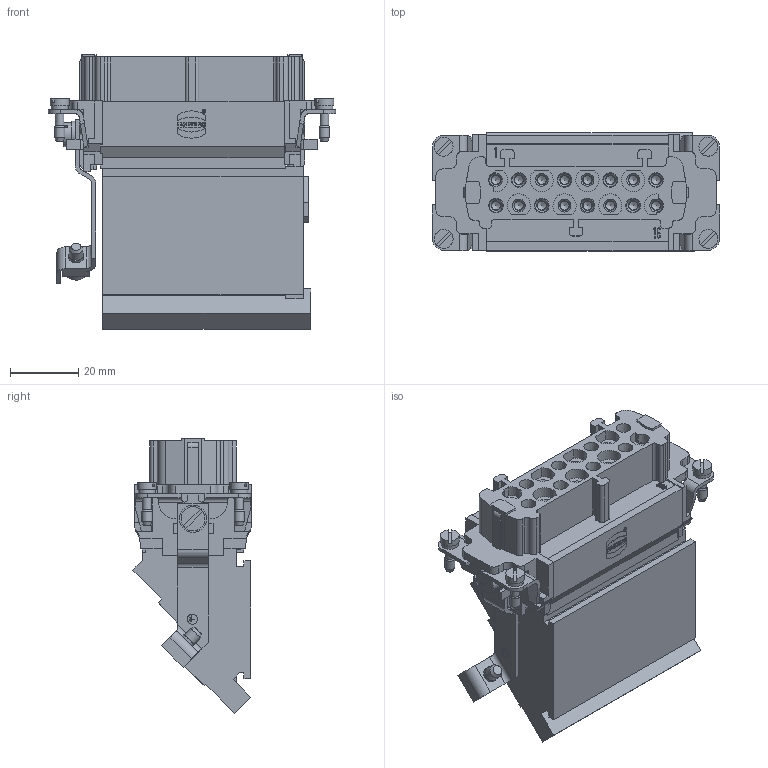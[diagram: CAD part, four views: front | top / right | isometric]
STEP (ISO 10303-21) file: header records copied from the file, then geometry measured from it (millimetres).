
FILE_DESCRIPTION(/* description */ (''),/* implementation_level */ '2;1');
FILE_NAME(/* name */ '100169346ugm000_b.stp',/* time_stamp */ '2019-09-11T11:05:53+02:00',/* author */ (''),/* organization */ (''),/* preprocessor_version */ 'ST-DEVELOPER v16.7',/* originating_system */ 'SIEMENS PLM Software NX 12.0',/* authorisation */ '');
FILE_SCHEMA (('AUTOMOTIVE_DESIGN { 1 0 10303 214 3 1 1 1 }'));
Length unit declared in the file: millimetre
Products named in the file (1): 100169346ugm000_b
Bounding box: 84.1 x 34.6 x 80.51 mm (x, y, z)
Volume: 108297.1 mm3; surface area: 28774.9 mm2
Topology: 1 solids, 1 shells, 1170 faces, 3426 edges, 2526 vertices
Faces by surface type: plane 768, cylinder 206, cone 97, extrusion 83, torus 16
Full cylindrical faces by diameter (mm): 0.911 x1, 1.077 x1, 2.3 x2, 2.45 x2, 2.5 x4, 2.8 x32, 2.925 x1, 3 x5, 3.242 x1, 3.5 x1, 3.6 x16, 4 x1, 4.35 x1, 5 x4, 5.5 x4, 7 x2, 8 x1
Entity records: 47314 total; most frequent: CARTESIAN_POINT 9201, ORIENTED_EDGE 5924, DIRECTION 5615, EDGE_CURVE 2962, VECTOR 2311, LINE 2228, VERTEX_POINT 2048, AXIS2_PLACEMENT_3D 1652
